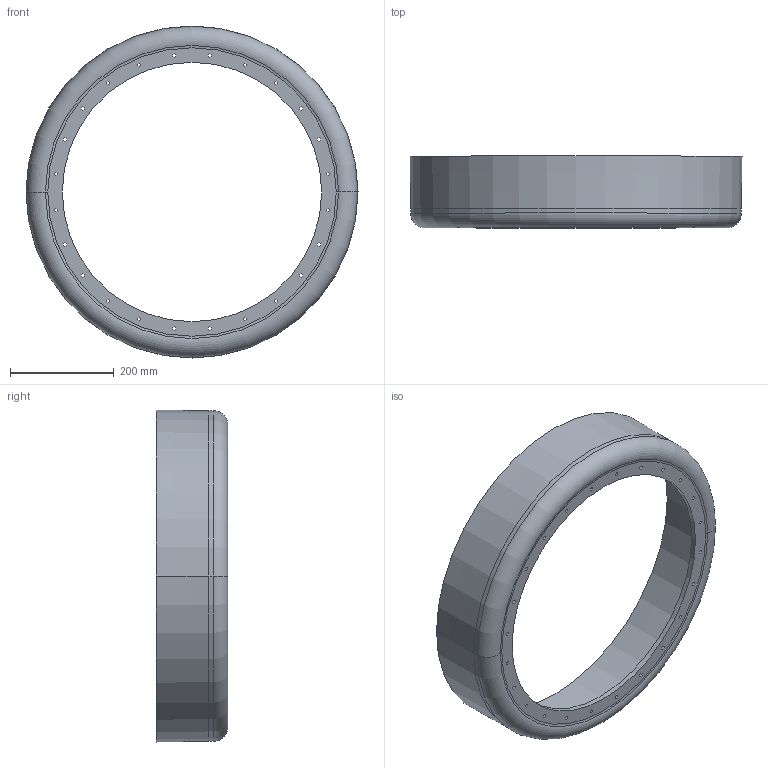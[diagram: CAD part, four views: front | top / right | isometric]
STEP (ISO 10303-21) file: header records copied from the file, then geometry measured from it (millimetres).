
FILE_DESCRIPTION (( 'STEP AP214' ), '1' );
FILE_NAME ('WELDRING20_252378.STEP', '2012-08-23T11:59:27', ( 'Admin2' ), ( '' ), 'SwSTEP 2.0', 'SolidWorks 2010', '' );
FILE_SCHEMA (( 'AUTOMOTIVE_DESIGN' ));
Length unit declared in the file: millimetre
Products named in the file (1): WELDRING20_252378
Bounding box: 640 x 137.98 x 640 mm (x, y, z)
Volume: 3375288.3 mm3; surface area: 761262 mm2
Topology: 1 solids, 1 shells, 67 faces, 182 edges, 118 vertices
Faces by surface type: cylinder 50, torus 14, plane 3
Entity records: 2850 total; most frequent: DIRECTION 450, CARTESIAN_POINT 368, ORIENTED_EDGE 364, AXIS2_PLACEMENT_3D 200, EDGE_CURVE 182, CIRCLE 132, VERTEX_POINT 118, EDGE_LOOP 118
